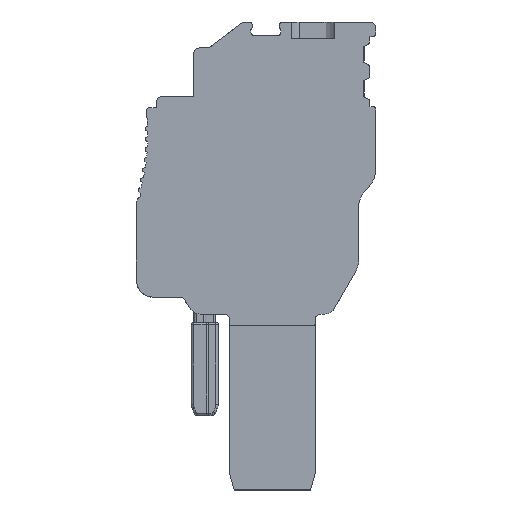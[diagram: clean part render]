
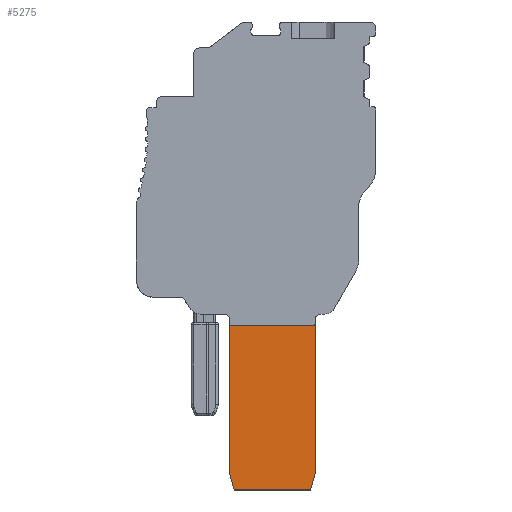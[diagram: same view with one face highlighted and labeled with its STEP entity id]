
A CAD part, top view. The second image highlights one B-rep face of the part: STEP entity #5275.
In plain terms, the highlighted planar face has unit normal (0, 0, 1).
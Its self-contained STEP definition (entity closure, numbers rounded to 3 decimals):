
#1351=DIRECTION('',(0.,1.,0.));
#1352=VECTOR('',#1351,13.1);
#1353=CARTESIAN_POINT('',(-3.8,1.5,2.15));
#1354=LINE('',#1353,#1352);
#1375=DIRECTION('',(1.,0.,0.));
#1376=VECTOR('',#1375,7.574);
#1377=CARTESIAN_POINT('',(-3.8,14.6,2.15));
#1378=LINE('',#1377,#1376);
#1379=DIRECTION('',(-1.,0.,0.));
#1380=VECTOR('',#1379,0.026);
#1381=CARTESIAN_POINT('',(3.8,14.6,2.15));
#1382=LINE('',#1381,#1380);
#1383=DIRECTION('',(0.259,0.966,0.));
#1384=VECTOR('',#1383,1.553);
#1385=CARTESIAN_POINT('',(3.398,0.,2.15));
#1386=LINE('',#1385,#1384);
#1387=DIRECTION('',(0.259,-0.966,0.));
#1388=VECTOR('',#1387,1.553);
#1389=CARTESIAN_POINT('',(-3.8,1.5,2.15));
#1390=LINE('',#1389,#1388);
#1483=DIRECTION('',(0.,1.,0.));
#1484=VECTOR('',#1483,13.1);
#1485=CARTESIAN_POINT('',(3.8,1.5,2.15));
#1486=LINE('',#1485,#1484);
#2410=DIRECTION('',(1.,0.,0.));
#2411=VECTOR('',#2410,6.796);
#2412=CARTESIAN_POINT('',(-3.398,0.,2.15));
#2413=LINE('',#2412,#2411);
#3042=CARTESIAN_POINT('',(3.8,1.5,2.15));
#3044=VERTEX_POINT('',#3042);
#3046=CARTESIAN_POINT('',(3.398,0.,2.15));
#3048=VERTEX_POINT('',#3046);
#3049=CARTESIAN_POINT('',(-3.8,1.5,2.15));
#3051=VERTEX_POINT('',#3049);
#3053=CARTESIAN_POINT('',(-3.398,0.,2.15));
#3055=VERTEX_POINT('',#3053);
#3090=CARTESIAN_POINT('',(3.8,14.6,2.15));
#3092=VERTEX_POINT('',#3090);
#3831=CARTESIAN_POINT('',(-3.8,14.6,2.15));
#3832=VERTEX_POINT('',#3831);
#3833=CARTESIAN_POINT('',(3.774,14.6,2.15));
#3834=VERTEX_POINT('',#3833);
#5256=CARTESIAN_POINT('',(10.,0.,2.15));
#5257=DIRECTION('',(0.,0.,-1.));
#5258=DIRECTION('',(0.,1.,0.));
#5259=AXIS2_PLACEMENT_3D('',#5256,#5257,#5258);
#5260=PLANE('',#5259);
#5261=ORIENTED_EDGE('',*,*,#5247,.T.);
#5263=ORIENTED_EDGE('',*,*,#5262,.F.);
#5265=ORIENTED_EDGE('',*,*,#5264,.F.);
#5267=ORIENTED_EDGE('',*,*,#5266,.F.);
#5269=ORIENTED_EDGE('',*,*,#5268,.F.);
#5271=ORIENTED_EDGE('',*,*,#5270,.F.);
#5272=ORIENTED_EDGE('',*,*,#5229,.T.);
#5273=EDGE_LOOP('',(#5261,#5263,#5265,#5267,#5269,#5271,#5272));
#5274=FACE_OUTER_BOUND('',#5273,.F.);
#5275=ADVANCED_FACE('',(#5274),#5260,.F.);
#5229=EDGE_CURVE('',#3051,#3832,#1354,.T.);
#5247=EDGE_CURVE('',#3832,#3834,#1378,.T.);
#5262=EDGE_CURVE('',#3092,#3834,#1382,.T.);
#5264=EDGE_CURVE('',#3044,#3092,#1486,.T.);
#5266=EDGE_CURVE('',#3048,#3044,#1386,.T.);
#5268=EDGE_CURVE('',#3055,#3048,#2413,.T.);
#5270=EDGE_CURVE('',#3051,#3055,#1390,.T.);
